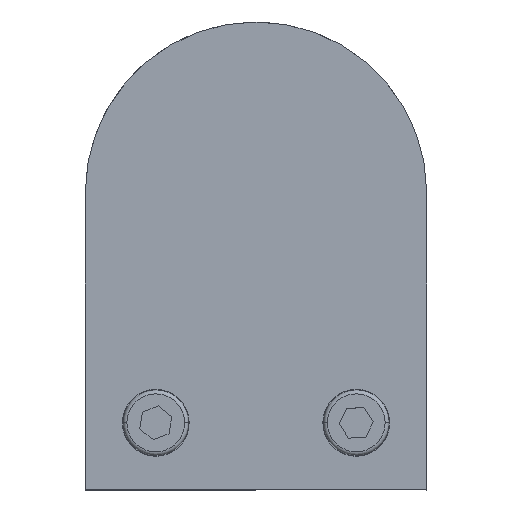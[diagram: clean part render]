
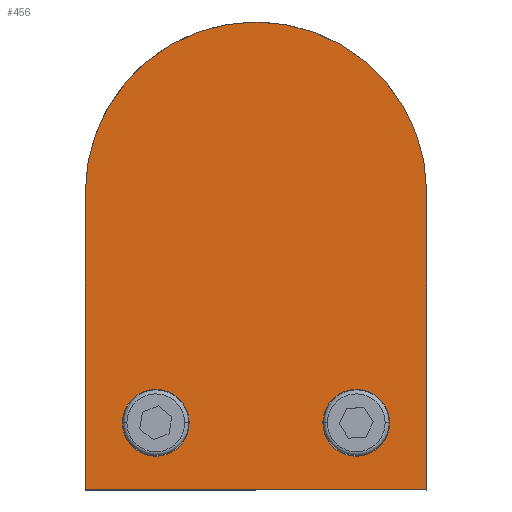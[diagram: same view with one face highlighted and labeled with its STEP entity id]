
A CAD part, top view. The second image highlights one B-rep face of the part: STEP entity #456.
In plain terms, the highlighted planar face has unit normal (0, 0, 1).
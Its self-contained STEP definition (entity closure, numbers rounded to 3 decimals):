
#92 = EDGE_CURVE ( 'NONE', #587, #738, #2300, .T. ) ;
#128 = EDGE_LOOP ( 'NONE', ( #1431, #1984 ) ) ;
#170 = VERTEX_POINT ( 'NONE', #1757 ) ;
#207 = CARTESIAN_POINT ( 'NONE',  ( -13.5, 26., 14.25 ) ) ;
#231 = CIRCLE ( 'NONE', #1689, 4.5 ) ;
#234 = VERTEX_POINT ( 'NONE', #593 ) ;
#242 = DIRECTION ( 'NONE',  ( 0., 0., 1. ) ) ;
#310 = EDGE_CURVE ( 'NONE', #2186, #1679, #2143, .T. ) ;
#359 = VERTEX_POINT ( 'NONE', #519 ) ;
#382 = FACE_OUTER_BOUND ( 'NONE', #1862, .T. ) ;
#384 = CARTESIAN_POINT ( 'NONE',  ( 23., 57., 14.25 ) ) ;
#433 = ORIENTED_EDGE ( 'NONE', *, *, #92, .T. ) ;
#447 = EDGE_LOOP ( 'NONE', ( #2319, #895 ) ) ;
#456 = ADVANCED_FACE ( 'NONE', ( #2562, #2152, #382 ), #2423, .T. ) ;
#461 = ORIENTED_EDGE ( 'NONE', *, *, #2194, .T. ) ;
#485 = AXIS2_PLACEMENT_3D ( 'NONE', #1360, #561, #966 ) ;
#519 = CARTESIAN_POINT ( 'NONE',  ( 23., 17., 14.25 ) ) ;
#561 = DIRECTION ( 'NONE',  ( 0., 0., 1. ) ) ;
#587 = VERTEX_POINT ( 'NONE', #1840 ) ;
#593 = CARTESIAN_POINT ( 'NONE',  ( -18., 26., 14.25 ) ) ;
#604 = EDGE_CURVE ( 'NONE', #359, #738, #1007, .T. ) ;
#609 = ORIENTED_EDGE ( 'NONE', *, *, #1131, .T. ) ;
#617 = AXIS2_PLACEMENT_3D ( 'NONE', #2376, #1970, #1199 ) ;
#647 = VECTOR ( 'NONE', #1911, 1000. ) ;
#649 = CARTESIAN_POINT ( 'NONE',  ( 0., 57., 14.25 ) ) ;
#705 = VECTOR ( 'NONE', #2242, 1000. ) ;
#738 = VERTEX_POINT ( 'NONE', #763 ) ;
#763 = CARTESIAN_POINT ( 'NONE',  ( -23., 17., 14.25 ) ) ;
#780 = DIRECTION ( 'NONE',  ( 1., 0., 0. ) ) ;
#895 = ORIENTED_EDGE ( 'NONE', *, *, #2541, .F. ) ;
#909 = VECTOR ( 'NONE', #2375, 1000. ) ;
#966 = DIRECTION ( 'NONE',  ( 1., 0., 0. ) ) ;
#999 = AXIS2_PLACEMENT_3D ( 'NONE', #649, #242, #780 ) ;
#1007 = LINE ( 'NONE', #1588, #909 ) ;
#1030 = CIRCLE ( 'NONE', #1890, 23. ) ;
#1131 = EDGE_CURVE ( 'NONE', #359, #1578, #2283, .T. ) ;
#1149 = CARTESIAN_POINT ( 'NONE',  ( -23., 0., 14.25 ) ) ;
#1199 = DIRECTION ( 'NONE',  ( 1., 0., 0. ) ) ;
#1235 = CARTESIAN_POINT ( 'NONE',  ( 0., 57., 14.25 ) ) ;
#1360 = CARTESIAN_POINT ( 'NONE',  ( 13.5, 26., 14.25 ) ) ;
#1401 = EDGE_CURVE ( 'NONE', #170, #234, #231, .T. ) ;
#1431 = ORIENTED_EDGE ( 'NONE', *, *, #1755, .F. ) ;
#1459 = CARTESIAN_POINT ( 'NONE',  ( 23., 0., 14.25 ) ) ;
#1578 = VERTEX_POINT ( 'NONE', #384 ) ;
#1588 = CARTESIAN_POINT ( 'NONE',  ( 0., 17., 14.25 ) ) ;
#1679 = VERTEX_POINT ( 'NONE', #1762 ) ;
#1681 = CARTESIAN_POINT ( 'NONE',  ( -13.5, 26., 14.25 ) ) ;
#1689 = AXIS2_PLACEMENT_3D ( 'NONE', #1681, #1849, #2281 ) ;
#1711 = CIRCLE ( 'NONE', #2370, 4.5 ) ;
#1755 = EDGE_CURVE ( 'NONE', #1679, #2186, #1815, .T. ) ;
#1757 = CARTESIAN_POINT ( 'NONE',  ( -9., 26., 14.25 ) ) ;
#1762 = CARTESIAN_POINT ( 'NONE',  ( 18., 26., 14.25 ) ) ;
#1778 = DIRECTION ( 'NONE',  ( 1., 0., 0. ) ) ;
#1807 = DIRECTION ( 'NONE',  ( 0., 0., 1. ) ) ;
#1815 = CIRCLE ( 'NONE', #617, 4.5 ) ;
#1840 = CARTESIAN_POINT ( 'NONE',  ( -23., 57., 14.25 ) ) ;
#1848 = CARTESIAN_POINT ( 'NONE',  ( 9., 26., 14.25 ) ) ;
#1849 = DIRECTION ( 'NONE',  ( 0., 0., 1. ) ) ;
#1862 = EDGE_LOOP ( 'NONE', ( #2046, #609, #461, #433 ) ) ;
#1890 = AXIS2_PLACEMENT_3D ( 'NONE', #1235, #2459, #2210 ) ;
#1911 = DIRECTION ( 'NONE',  ( 0., -1., 0. ) ) ;
#1970 = DIRECTION ( 'NONE',  ( 0., 0., 1. ) ) ;
#1984 = ORIENTED_EDGE ( 'NONE', *, *, #310, .F. ) ;
#2046 = ORIENTED_EDGE ( 'NONE', *, *, #604, .F. ) ;
#2143 = CIRCLE ( 'NONE', #485, 4.5 ) ;
#2152 = FACE_BOUND ( 'NONE', #128, .T. ) ;
#2186 = VERTEX_POINT ( 'NONE', #1848 ) ;
#2194 = EDGE_CURVE ( 'NONE', #1578, #587, #1030, .T. ) ;
#2210 = DIRECTION ( 'NONE',  ( 1., 0., 0. ) ) ;
#2242 = DIRECTION ( 'NONE',  ( 0., 1., 0. ) ) ;
#2281 = DIRECTION ( 'NONE',  ( 1., 0., 0. ) ) ;
#2283 = LINE ( 'NONE', #1459, #705 ) ;
#2300 = LINE ( 'NONE', #1149, #647 ) ;
#2319 = ORIENTED_EDGE ( 'NONE', *, *, #1401, .F. ) ;
#2370 = AXIS2_PLACEMENT_3D ( 'NONE', #207, #1807, #1778 ) ;
#2375 = DIRECTION ( 'NONE',  ( -1., 0., 0. ) ) ;
#2376 = CARTESIAN_POINT ( 'NONE',  ( 13.5, 26., 14.25 ) ) ;
#2423 = PLANE ( 'NONE',  #999 ) ;
#2459 = DIRECTION ( 'NONE',  ( 0., 0., 1. ) ) ;
#2541 = EDGE_CURVE ( 'NONE', #234, #170, #1711, .T. ) ;
#2562 = FACE_BOUND ( 'NONE', #447, .T. ) ;
